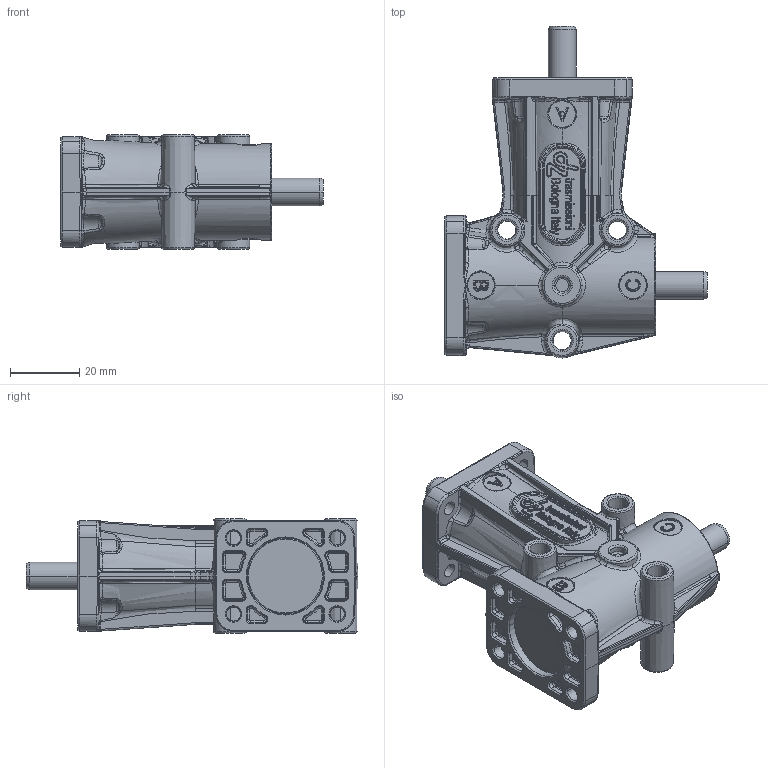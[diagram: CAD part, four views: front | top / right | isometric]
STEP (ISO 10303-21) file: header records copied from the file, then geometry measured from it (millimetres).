
FILE_DESCRIPTION(('STEP AP214'),'1');
FILE_NAME('dz_12fs2fac_-.stp','2017-07-05T13:57:23',('TraceParts'),('TraceParts S.A.'),'Spatial InterOp 3D',' ',' ');
FILE_SCHEMA(('automotive_design'));
Length unit declared in the file: millimetre
Products named in the file (1): dz_12fs2fac_-
Bounding box: 76 x 96 x 33 mm (x, y, z)
Volume: 83176.7 mm3; surface area: 21732.8 mm2
Topology: 1 solids, 1 shells, 2934 faces, 7066 edges, 4125 vertices
Faces by surface type: bspline 1016, cylinder 926, plane 455, cone 256, torus 198, sphere 83
Entity records: 143251 total; most frequent: CARTESIAN_POINT 56192, ORIENTED_EDGE 13962, DIRECTION 12292, EDGE_CURVE 6981, AXIS2_PLACEMENT_3D 4950, VERTEX_POINT 4125, EDGE_LOOP 3032, STYLED_ITEM 2935
